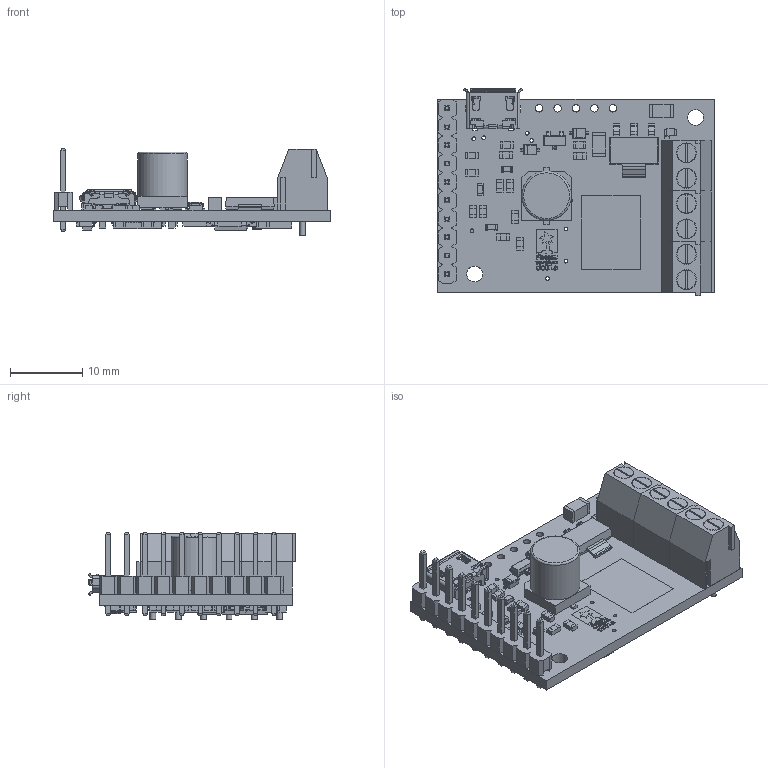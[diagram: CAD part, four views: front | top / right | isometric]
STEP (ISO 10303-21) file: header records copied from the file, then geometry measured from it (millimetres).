
FILE_DESCRIPTION (( 'STEP AP214' ), '1' );
FILE_NAME ('tic01a-new.step', '2017-07-12T19:01:07', ( '' ), ( '' ), 'SwSTEP 2.0', 'SolidWorks 2016', '' );
FILE_SCHEMA (( 'AUTOMOTIVE_DESIGN' ));
Length unit declared in the file: millimetre
Products named in the file (1): tic01a-new
Bounding box: 38.1 x 28.57 x 12 mm (x, y, z)
Volume: 3173.9 mm3; surface area: 5729.3 mm2
Topology: 5 solids, 5 shells, 3022 faces, 8419 edges, 5443 vertices
Faces by surface type: plane 2347, cylinder 508, bspline 144, torus 13, cone 6, sphere 4
Full cylindrical faces by diameter (mm): 0.508 x12, 0.8 x6, 1.016 x21, 1.524 x6, 2 x12, 2.184 x2, 2.65 x6, 2.75 x6, 6.8 x1
Entity records: 133467 total; most frequent: CARTESIAN_POINT 23228, ORIENTED_EDGE 16610, DIRECTION 14687, EDGE_CURVE 8305, LINE 6933, VECTOR 6933, VERTEX_POINT 5412, AXIS2_PLACEMENT_3D 3877
